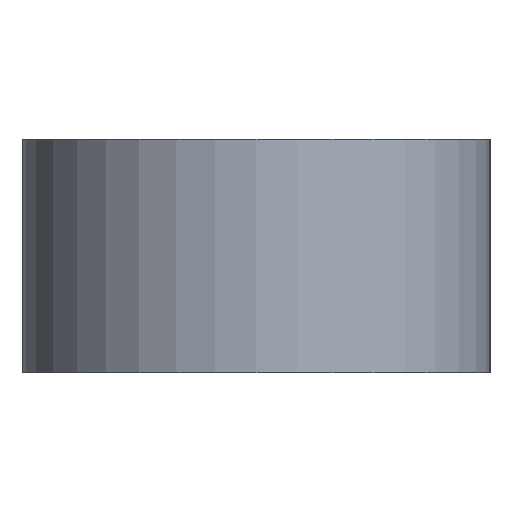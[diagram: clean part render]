
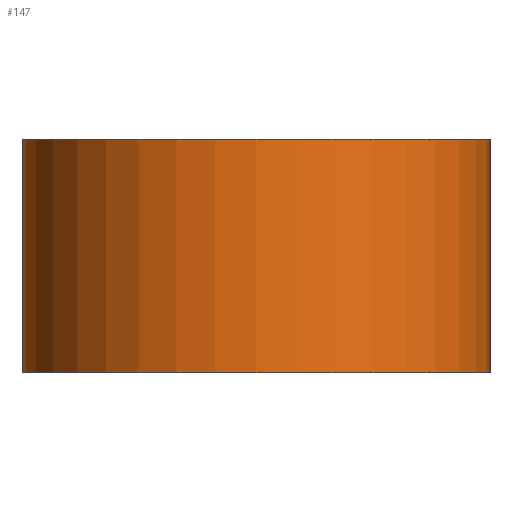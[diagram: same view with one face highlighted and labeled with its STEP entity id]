
A CAD part, left-side view. The second image highlights one B-rep face of the part: STEP entity #147.
In plain terms, the highlighted cylindrical face has radius 3 mm (diameter 6 mm), a partial arc.
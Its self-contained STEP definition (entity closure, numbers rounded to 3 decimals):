
#18=CYLINDRICAL_SURFACE('',#176,3.);
#29=FACE_OUTER_BOUND('',#39,.T.);
#39=EDGE_LOOP('',(#127,#128,#129,#130));
#43=CIRCLE('',#164,3.);
#50=CIRCLE('',#177,3.);
#57=LINE('',#250,#67);
#58=LINE('',#253,#68);
#67=VECTOR('',#207,10.);
#68=VECTOR('',#210,10.);
#72=VERTEX_POINT('',#226);
#73=VERTEX_POINT('',#228);
#80=VERTEX_POINT('',#248);
#81=VERTEX_POINT('',#252);
#84=EDGE_CURVE('',#72,#73,#43,.T.);
#95=EDGE_CURVE('',#72,#80,#57,.T.);
#96=EDGE_CURVE('',#81,#73,#58,.T.);
#100=EDGE_CURVE('',#80,#81,#50,.T.);
#127=ORIENTED_EDGE('',*,*,#95,.T.);
#128=ORIENTED_EDGE('',*,*,#100,.T.);
#129=ORIENTED_EDGE('',*,*,#96,.T.);
#130=ORIENTED_EDGE('',*,*,#84,.F.);
#147=ADVANCED_FACE('',(#29),#18,.T.);
#164=AXIS2_PLACEMENT_3D('',#229,#184,#185);
#176=AXIS2_PLACEMENT_3D('',#259,#217,#218);
#177=AXIS2_PLACEMENT_3D('',#260,#219,#220);
#184=DIRECTION('center_axis',(0.,0.,1.));
#185=DIRECTION('ref_axis',(1.,0.,0.));
#207=DIRECTION('',(0.,0.,-1.));
#210=DIRECTION('',(0.,0.,1.));
#217=DIRECTION('center_axis',(0.,0.,1.));
#218=DIRECTION('ref_axis',(-1.,0.,0.));
#219=DIRECTION('center_axis',(0.,0.,1.));
#220=DIRECTION('ref_axis',(1.,0.,0.));
#226=CARTESIAN_POINT('',(-22.402,2.,3.));
#228=CARTESIAN_POINT('',(-22.402,-1.,3.));
#229=CARTESIAN_POINT('Origin',(-25.,0.5,3.));
#248=CARTESIAN_POINT('',(-22.402,2.,0.));
#250=CARTESIAN_POINT('',(-22.402,2.,0.));
#252=CARTESIAN_POINT('',(-22.402,-1.,0.));
#253=CARTESIAN_POINT('',(-22.402,-1.,0.));
#259=CARTESIAN_POINT('Origin',(-25.,0.5,0.));
#260=CARTESIAN_POINT('Origin',(-25.,0.5,0.));
